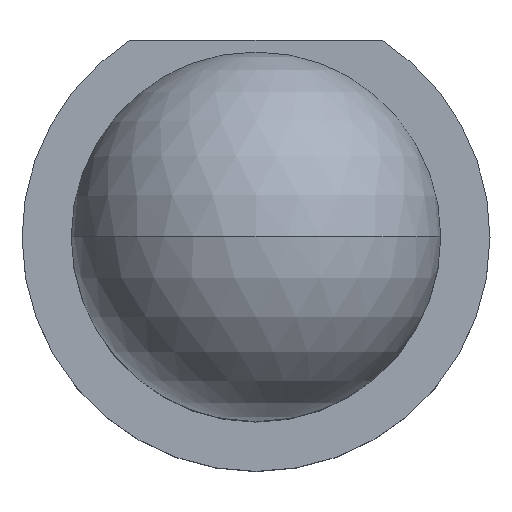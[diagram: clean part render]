
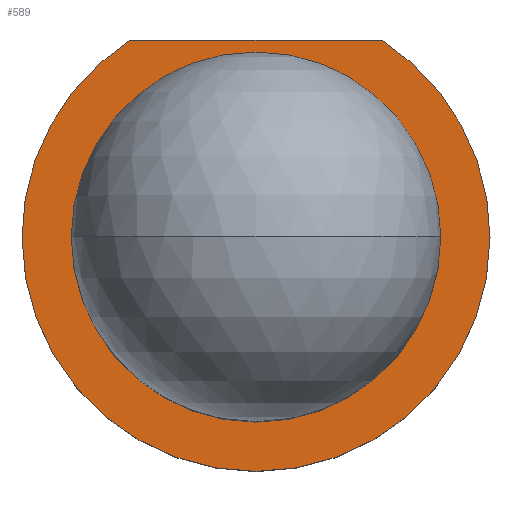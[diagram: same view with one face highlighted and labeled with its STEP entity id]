
A CAD part, top view. The second image highlights one B-rep face of the part: STEP entity #589.
In plain terms, the highlighted planar face has unit normal (0, 0, 1).
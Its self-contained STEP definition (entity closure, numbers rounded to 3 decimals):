
#64 = CYLINDRICAL_SURFACE('',#65,1.5);
#65 = AXIS2_PLACEMENT_3D('',#66,#67,#68);
#66 = CARTESIAN_POINT('',(0.,0.,6.5));
#67 = DIRECTION('',(-0.,-0.,-1.));
#68 = DIRECTION('',(-1.,0.,0.));
#220 = EDGE_CURVE('',#221,#223,#225,.T.);
#221 = VERTEX_POINT('',#222);
#222 = CARTESIAN_POINT('',(1.9,0.,2.));
#223 = VERTEX_POINT('',#224);
#224 = CARTESIAN_POINT('',(1.025,1.6,2.));
#225 = SURFACE_CURVE('',#226,(#231,#243),.PCURVE_S1.);
#226 = CIRCLE('',#227,1.9);
#227 = AXIS2_PLACEMENT_3D('',#228,#229,#230);
#228 = CARTESIAN_POINT('',(0.,0.,2.));
#229 = DIRECTION('',(0.,0.,1.));
#230 = DIRECTION('',(1.,0.,-0.));
#231 = PCURVE('',#232,#237);
#232 = CYLINDRICAL_SURFACE('',#233,1.9);
#233 = AXIS2_PLACEMENT_3D('',#234,#235,#236);
#234 = CARTESIAN_POINT('',(0.,0.,2.));
#235 = DIRECTION('',(-0.,-0.,-1.));
#236 = DIRECTION('',(-1.,0.,0.));
#237 = DEFINITIONAL_REPRESENTATION('',(#238),#242);
#238 = LINE('',#239,#240);
#239 = CARTESIAN_POINT('',(3.142,0.));
#240 = VECTOR('',#241,1.);
#241 = DIRECTION('',(-1.,0.));
#242 = ( GEOMETRIC_REPRESENTATION_CONTEXT(2) 
PARAMETRIC_REPRESENTATION_CONTEXT() REPRESENTATION_CONTEXT('2D SPACE',''
  ) );
#243 = PCURVE('',#244,#249);
#244 = PLANE('',#245);
#245 = AXIS2_PLACEMENT_3D('',#246,#247,#248);
#246 = CARTESIAN_POINT('',(0.,0.,2.));
#247 = DIRECTION('',(0.,0.,1.));
#248 = DIRECTION('',(1.,0.,-0.));
#249 = DEFINITIONAL_REPRESENTATION('',(#250),#254);
#250 = CIRCLE('',#251,1.9);
#251 = AXIS2_PLACEMENT_2D('',#252,#253);
#252 = CARTESIAN_POINT('',(0.,0.));
#253 = DIRECTION('',(1.,0.));
#254 = ( GEOMETRIC_REPRESENTATION_CONTEXT(2) 
PARAMETRIC_REPRESENTATION_CONTEXT() REPRESENTATION_CONTEXT('2D SPACE',''
  ) );
#272 = CYLINDRICAL_SURFACE('',#273,1.9);
#273 = AXIS2_PLACEMENT_3D('',#274,#275,#276);
#274 = CARTESIAN_POINT('',(0.,0.,2.));
#275 = DIRECTION('',(-0.,-0.,-1.));
#276 = DIRECTION('',(-1.,0.,0.));
#327 = PLANE('',#328);
#328 = AXIS2_PLACEMENT_3D('',#329,#330,#331);
#329 = CARTESIAN_POINT('',(-1.9,1.6,2.5));
#330 = DIRECTION('',(0.,-1.,-0.));
#331 = DIRECTION('',(0.,0.,-1.));
#343 = EDGE_CURVE('',#344,#221,#346,.T.);
#344 = VERTEX_POINT('',#345);
#345 = CARTESIAN_POINT('',(-1.9,0.,2.));
#346 = SURFACE_CURVE('',#347,(#352,#359),.PCURVE_S1.);
#347 = CIRCLE('',#348,1.9);
#348 = AXIS2_PLACEMENT_3D('',#349,#350,#351);
#349 = CARTESIAN_POINT('',(0.,0.,2.));
#350 = DIRECTION('',(0.,0.,1.));
#351 = DIRECTION('',(1.,0.,-0.));
#352 = PCURVE('',#272,#353);
#353 = DEFINITIONAL_REPRESENTATION('',(#354),#358);
#354 = LINE('',#355,#356);
#355 = CARTESIAN_POINT('',(9.425,0.));
#356 = VECTOR('',#357,1.);
#357 = DIRECTION('',(-1.,0.));
#358 = ( GEOMETRIC_REPRESENTATION_CONTEXT(2) 
PARAMETRIC_REPRESENTATION_CONTEXT() REPRESENTATION_CONTEXT('2D SPACE',''
  ) );
#359 = PCURVE('',#244,#360);
#360 = DEFINITIONAL_REPRESENTATION('',(#361),#365);
#361 = CIRCLE('',#362,1.9);
#362 = AXIS2_PLACEMENT_2D('',#363,#364);
#363 = CARTESIAN_POINT('',(0.,0.));
#364 = DIRECTION('',(1.,0.));
#365 = ( GEOMETRIC_REPRESENTATION_CONTEXT(2) 
PARAMETRIC_REPRESENTATION_CONTEXT() REPRESENTATION_CONTEXT('2D SPACE',''
  ) );
#383 = CYLINDRICAL_SURFACE('',#384,1.9);
#384 = AXIS2_PLACEMENT_3D('',#385,#386,#387);
#385 = CARTESIAN_POINT('',(0.,0.,2.));
#386 = DIRECTION('',(-0.,-0.,-1.));
#387 = DIRECTION('',(-1.,0.,0.));
#422 = VERTEX_POINT('',#423);
#423 = CARTESIAN_POINT('',(1.5,0.,2.));
#437 = CYLINDRICAL_SURFACE('',#438,1.5);
#438 = AXIS2_PLACEMENT_3D('',#439,#440,#441);
#439 = CARTESIAN_POINT('',(0.,0.,6.5));
#440 = DIRECTION('',(-0.,-0.,-1.));
#441 = DIRECTION('',(-1.,0.,0.));
#449 = EDGE_CURVE('',#422,#450,#452,.T.);
#450 = VERTEX_POINT('',#451);
#451 = CARTESIAN_POINT('',(-1.5,0.,2.));
#452 = SURFACE_CURVE('',#453,(#458,#465),.PCURVE_S1.);
#453 = CIRCLE('',#454,1.5);
#454 = AXIS2_PLACEMENT_3D('',#455,#456,#457);
#455 = CARTESIAN_POINT('',(0.,0.,2.));
#456 = DIRECTION('',(0.,0.,1.));
#457 = DIRECTION('',(1.,0.,-0.));
#458 = PCURVE('',#64,#459);
#459 = DEFINITIONAL_REPRESENTATION('',(#460),#464);
#460 = LINE('',#461,#462);
#461 = CARTESIAN_POINT('',(3.142,4.5));
#462 = VECTOR('',#463,1.);
#463 = DIRECTION('',(-1.,0.));
#464 = ( GEOMETRIC_REPRESENTATION_CONTEXT(2) 
PARAMETRIC_REPRESENTATION_CONTEXT() REPRESENTATION_CONTEXT('2D SPACE',''
  ) );
#465 = PCURVE('',#244,#466);
#466 = DEFINITIONAL_REPRESENTATION('',(#467),#471);
#467 = CIRCLE('',#468,1.5);
#468 = AXIS2_PLACEMENT_2D('',#469,#470);
#469 = CARTESIAN_POINT('',(0.,0.));
#470 = DIRECTION('',(1.,0.));
#471 = ( GEOMETRIC_REPRESENTATION_CONTEXT(2) 
PARAMETRIC_REPRESENTATION_CONTEXT() REPRESENTATION_CONTEXT('2D SPACE',''
  ) );
#568 = EDGE_CURVE('',#450,#422,#569,.T.);
#569 = SURFACE_CURVE('',#570,(#575,#582),.PCURVE_S1.);
#570 = CIRCLE('',#571,1.5);
#571 = AXIS2_PLACEMENT_3D('',#572,#573,#574);
#572 = CARTESIAN_POINT('',(0.,0.,2.));
#573 = DIRECTION('',(0.,0.,1.));
#574 = DIRECTION('',(1.,0.,-0.));
#575 = PCURVE('',#437,#576);
#576 = DEFINITIONAL_REPRESENTATION('',(#577),#581);
#577 = LINE('',#578,#579);
#578 = CARTESIAN_POINT('',(9.425,4.5));
#579 = VECTOR('',#580,1.);
#580 = DIRECTION('',(-1.,0.));
#581 = ( GEOMETRIC_REPRESENTATION_CONTEXT(2) 
PARAMETRIC_REPRESENTATION_CONTEXT() REPRESENTATION_CONTEXT('2D SPACE',''
  ) );
#582 = PCURVE('',#244,#583);
#583 = DEFINITIONAL_REPRESENTATION('',(#584),#588);
#584 = CIRCLE('',#585,1.5);
#585 = AXIS2_PLACEMENT_2D('',#586,#587);
#586 = CARTESIAN_POINT('',(0.,0.));
#587 = DIRECTION('',(1.,0.));
#588 = ( GEOMETRIC_REPRESENTATION_CONTEXT(2) 
PARAMETRIC_REPRESENTATION_CONTEXT() REPRESENTATION_CONTEXT('2D SPACE',''
  ) );
#589 = ADVANCED_FACE('',(#590,#639),#244,.T.);
#590 = FACE_BOUND('',#591,.T.);
#591 = EDGE_LOOP('',(#592,#615,#637,#638));
#592 = ORIENTED_EDGE('',*,*,#593,.F.);
#593 = EDGE_CURVE('',#594,#223,#596,.T.);
#594 = VERTEX_POINT('',#595);
#595 = CARTESIAN_POINT('',(-1.025,1.6,2.));
#596 = SURFACE_CURVE('',#597,(#601,#608),.PCURVE_S1.);
#597 = LINE('',#598,#599);
#598 = CARTESIAN_POINT('',(0.,1.6,2.));
#599 = VECTOR('',#600,1.);
#600 = DIRECTION('',(1.,0.,0.));
#601 = PCURVE('',#244,#602);
#602 = DEFINITIONAL_REPRESENTATION('',(#603),#607);
#603 = LINE('',#604,#605);
#604 = CARTESIAN_POINT('',(0.,1.6));
#605 = VECTOR('',#606,1.);
#606 = DIRECTION('',(1.,0.));
#607 = ( GEOMETRIC_REPRESENTATION_CONTEXT(2) 
PARAMETRIC_REPRESENTATION_CONTEXT() REPRESENTATION_CONTEXT('2D SPACE',''
  ) );
#608 = PCURVE('',#327,#609);
#609 = DEFINITIONAL_REPRESENTATION('',(#610),#614);
#610 = LINE('',#611,#612);
#611 = CARTESIAN_POINT('',(0.5,1.9));
#612 = VECTOR('',#613,1.);
#613 = DIRECTION('',(0.,1.));
#614 = ( GEOMETRIC_REPRESENTATION_CONTEXT(2) 
PARAMETRIC_REPRESENTATION_CONTEXT() REPRESENTATION_CONTEXT('2D SPACE',''
  ) );
#615 = ORIENTED_EDGE('',*,*,#616,.T.);
#616 = EDGE_CURVE('',#594,#344,#617,.T.);
#617 = SURFACE_CURVE('',#618,(#623,#630),.PCURVE_S1.);
#618 = CIRCLE('',#619,1.9);
#619 = AXIS2_PLACEMENT_3D('',#620,#621,#622);
#620 = CARTESIAN_POINT('',(0.,0.,2.));
#621 = DIRECTION('',(0.,0.,1.));
#622 = DIRECTION('',(1.,0.,-0.));
#623 = PCURVE('',#244,#624);
#624 = DEFINITIONAL_REPRESENTATION('',(#625),#629);
#625 = CIRCLE('',#626,1.9);
#626 = AXIS2_PLACEMENT_2D('',#627,#628);
#627 = CARTESIAN_POINT('',(0.,0.));
#628 = DIRECTION('',(1.,0.));
#629 = ( GEOMETRIC_REPRESENTATION_CONTEXT(2) 
PARAMETRIC_REPRESENTATION_CONTEXT() REPRESENTATION_CONTEXT('2D SPACE',''
  ) );
#630 = PCURVE('',#383,#631);
#631 = DEFINITIONAL_REPRESENTATION('',(#632),#636);
#632 = LINE('',#633,#634);
#633 = CARTESIAN_POINT('',(3.142,0.));
#634 = VECTOR('',#635,1.);
#635 = DIRECTION('',(-1.,0.));
#636 = ( GEOMETRIC_REPRESENTATION_CONTEXT(2) 
PARAMETRIC_REPRESENTATION_CONTEXT() REPRESENTATION_CONTEXT('2D SPACE',''
  ) );
#637 = ORIENTED_EDGE('',*,*,#343,.T.);
#638 = ORIENTED_EDGE('',*,*,#220,.T.);
#639 = FACE_BOUND('',#640,.T.);
#640 = EDGE_LOOP('',(#641,#642));
#641 = ORIENTED_EDGE('',*,*,#568,.F.);
#642 = ORIENTED_EDGE('',*,*,#449,.F.);
